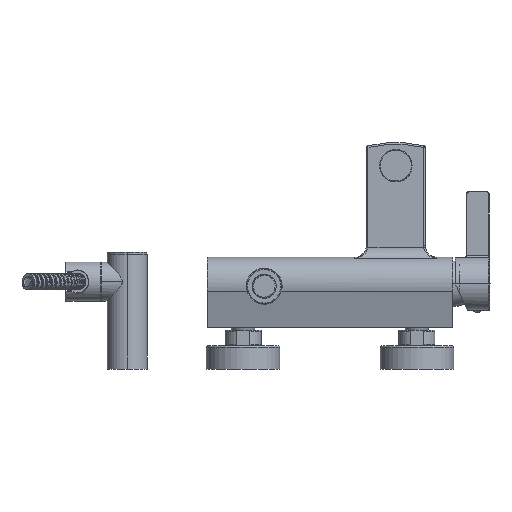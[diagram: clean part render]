
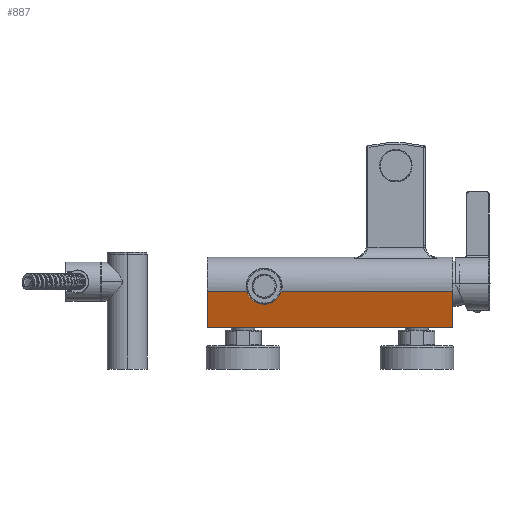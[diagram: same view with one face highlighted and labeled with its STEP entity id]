
A CAD part, front view. The second image highlights one B-rep face of the part: STEP entity #887.
In plain terms, the highlighted planar face has unit normal (0, -0.961, -0.277).
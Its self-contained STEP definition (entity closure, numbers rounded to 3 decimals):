
#36=DIRECTION('',(0.,-0.276,0.961));
#37=VECTOR('',#36,32.924);
#38=CARTESIAN_POINT('',(106.,-13.,-38.));
#39=LINE('',#38,#37);
#62=DIRECTION('',(0.,-0.276,0.961));
#63=VECTOR('',#62,32.924);
#64=CARTESIAN_POINT('',(-106.,-13.,-38.));
#65=LINE('',#64,#63);
#195=CARTESIAN_POINT('',(-41.926,-22.103,
-6.359));
#227=CARTESIAN_POINT('',(-71.674,-22.103,
-6.359));
#229=DIRECTION('',(-1.,0.,0.));
#230=VECTOR('',#229,34.326);
#231=CARTESIAN_POINT('',(-71.674,-22.103,
-6.359));
#232=LINE('',#231,#230);
#233=DIRECTION('',(-1.,0.,0.));
#234=VECTOR('',#233,147.926);
#235=CARTESIAN_POINT('',(106.,-22.103,-6.359));
#236=LINE('',#235,#234);
#386=CARTESIAN_POINT('',(-71.674,-22.103,
-6.359));
#387=CARTESIAN_POINT('',(-71.597,-22.027,
-6.624));
#388=CARTESIAN_POINT('',(-71.442,-21.89,
-7.102));
#389=CARTESIAN_POINT('',(-71.132,-21.652,
-7.929));
#390=CARTESIAN_POINT('',(-70.745,-21.403,
-8.794));
#391=CARTESIAN_POINT('',(-70.28,-21.151,
-9.67));
#392=CARTESIAN_POINT('',(-69.815,-20.932,
-10.432));
#393=CARTESIAN_POINT('',(-69.35,-20.737,
-11.108));
#394=CARTESIAN_POINT('',(-68.73,-20.504,
-11.917));
#395=CARTESIAN_POINT('',(-67.956,-20.254,
-12.788));
#396=CARTESIAN_POINT('',(-67.026,-20.,
-13.67));
#397=CARTESIAN_POINT('',(-66.096,-19.784,
-14.421));
#398=CARTESIAN_POINT('',(-65.167,-19.599,
-15.063));
#399=CARTESIAN_POINT('',(-63.927,-19.388,
-15.796));
#400=CARTESIAN_POINT('',(-62.378,-19.184,
-16.507));
#401=CARTESIAN_POINT('',(-60.519,-19.017,
-17.088));
#402=CARTESIAN_POINT('',(-58.659,-18.919,
-17.426));
#403=CARTESIAN_POINT('',(-56.8,-18.887,
-17.537));
#404=CARTESIAN_POINT('',(-54.941,-18.919,
-17.426));
#405=CARTESIAN_POINT('',(-53.081,-19.017,
-17.088));
#406=CARTESIAN_POINT('',(-51.222,-19.184,
-16.507));
#407=CARTESIAN_POINT('',(-49.673,-19.388,
-15.796));
#408=CARTESIAN_POINT('',(-48.433,-19.599,
-15.063));
#409=CARTESIAN_POINT('',(-47.504,-19.784,
-14.421));
#410=CARTESIAN_POINT('',(-46.574,-20.,
-13.67));
#411=CARTESIAN_POINT('',(-45.644,-20.254,
-12.788));
#412=CARTESIAN_POINT('',(-44.87,-20.504,
-11.917));
#413=CARTESIAN_POINT('',(-44.25,-20.737,
-11.108));
#414=CARTESIAN_POINT('',(-43.785,-20.932,
-10.432));
#415=CARTESIAN_POINT('',(-43.32,-21.151,
-9.67));
#416=CARTESIAN_POINT('',(-42.855,-21.403,
-8.794));
#417=CARTESIAN_POINT('',(-42.468,-21.652,
-7.929));
#418=CARTESIAN_POINT('',(-42.158,-21.89,
-7.102));
#419=CARTESIAN_POINT('',(-42.003,-22.027,
-6.624));
#420=CARTESIAN_POINT('',(-41.926,-22.103,
-6.359));
#422=DIRECTION('',(-1.,0.,0.));
#423=VECTOR('',#422,212.);
#424=CARTESIAN_POINT('',(106.,-13.,-38.));
#425=LINE('',#424,#423);
#521=CARTESIAN_POINT('',(106.,-13.,-38.));
#523=VERTEX_POINT('',#521);
#524=CARTESIAN_POINT('',(106.,-22.103,-6.359));
#526=VERTEX_POINT('',#524);
#529=CARTESIAN_POINT('',(-106.,-13.,-38.));
#531=VERTEX_POINT('',#529);
#532=CARTESIAN_POINT('',(-106.,-22.103,-6.359));
#534=VERTEX_POINT('',#532);
#581=VERTEX_POINT('',#195);
#582=VERTEX_POINT('',#227);
#873=CARTESIAN_POINT('',(106.,-13.,-38.));
#874=DIRECTION('',(0.,-0.961,-0.276));
#875=DIRECTION('',(0.,-0.276,0.961));
#876=AXIS2_PLACEMENT_3D('',#873,#874,#875);
#877=PLANE('',#876);
#879=ORIENTED_EDGE('',*,*,#878,.T.);
#880=ORIENTED_EDGE('',*,*,#791,.F.);
#881=ORIENTED_EDGE('',*,*,#591,.F.);
#882=ORIENTED_EDGE('',*,*,#762,.T.);
#883=ORIENTED_EDGE('',*,*,#618,.T.);
#884=ORIENTED_EDGE('',*,*,#785,.F.);
#885=EDGE_LOOP('',(#879,#880,#881,#882,#883,#884));
#886=FACE_OUTER_BOUND('',#885,.F.);
#887=ADVANCED_FACE('',(#886),#877,.T.);
#421=B_SPLINE_CURVE_WITH_KNOTS('',3,(#386,#387,#388,#389,#390,#391,#392,#393,
#394,#395,#396,#397,#398,#399,#400,#401,#402,#403,#404,#405,#406,#407,#408,#409,
#410,#411,#412,#413,#414,#415,#416,#417,#418,#419,#420),.UNSPECIFIED.,.F.,.F.,
(4,1,1,1,1,1,1,1,1,1,1,1,1,1,1,1,1,1,1,1,1,1,1,1,1,1,1,1,1,1,1,1,4),(0.,
0.008,0.016,0.031,0.047,0.063,0.078,0.094,0.125,
0.156,0.188,0.219,0.25,0.313,0.375,0.438,0.5,0.563,
0.625,0.688,0.75,0.781,0.813,0.844,0.875,0.906,
0.922,0.938,0.953,0.969,0.984,0.992,1.),
.UNSPECIFIED.);
#591=EDGE_CURVE('',#523,#526,#39,.T.);
#618=EDGE_CURVE('',#531,#534,#65,.T.);
#762=EDGE_CURVE('',#523,#531,#425,.T.);
#785=EDGE_CURVE('',#582,#534,#232,.T.);
#791=EDGE_CURVE('',#526,#581,#236,.T.);
#878=EDGE_CURVE('',#582,#581,#421,.T.);
